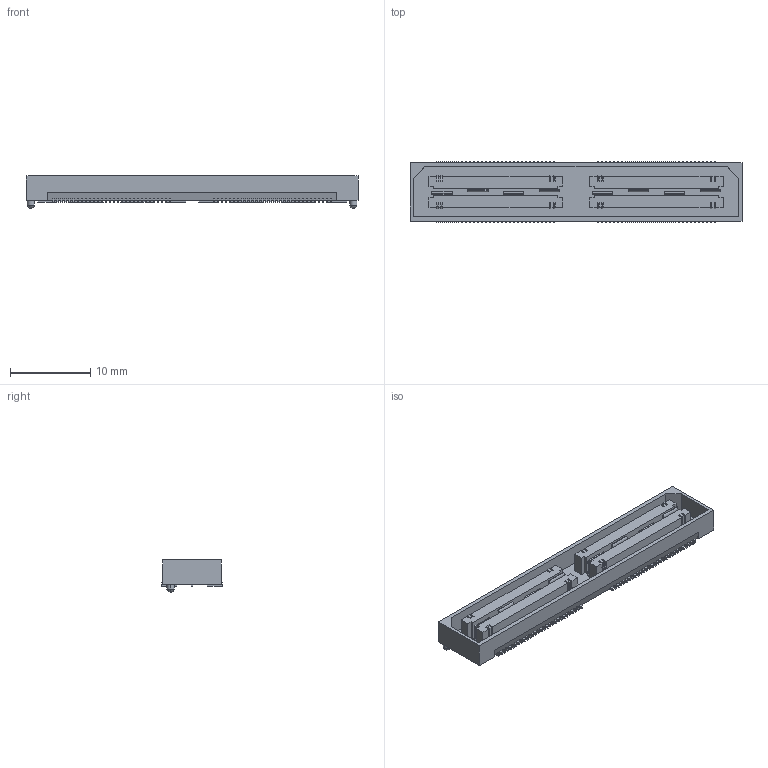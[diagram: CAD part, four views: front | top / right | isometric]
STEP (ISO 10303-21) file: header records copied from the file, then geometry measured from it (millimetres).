
FILE_DESCRIPTION((''),'2;1');
FILE_NAME('SAMTEC_QSH-060-01-L-D-A.stp','2013-10-07T15:26:21',(''),(''),'Mechanical Desktop 2011','Mechanical Desktop 2011',', , ');
FILE_SCHEMA(('AUTOMOTIVE_DESIGN { 1 2 10303 214 1 1 1 1 }'));
Length unit declared in the file: millimetre
Products named in the file (1): Product
Bounding box: 41.31 x 7.49 x 4 mm (x, y, z)
Volume: 529.8 mm3; surface area: 2097.5 mm2
Topology: 162 solids, 162 shells, 1431 faces, 3314 edges, 2208 vertices
Faces by surface type: plane 1187, bspline 176, cylinder 68
Entity records: 40158 total; most frequent: CARTESIAN_POINT 7870, ORIENTED_EDGE 6628, DIRECTION 6002, EDGE_CURVE 3314, VECTOR 3138, LINE 3138, VERTEX_POINT 2208, AXIS2_PLACEMENT_3D 1432
